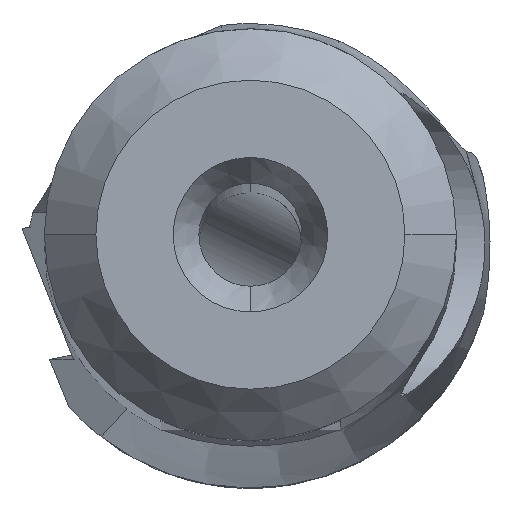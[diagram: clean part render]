
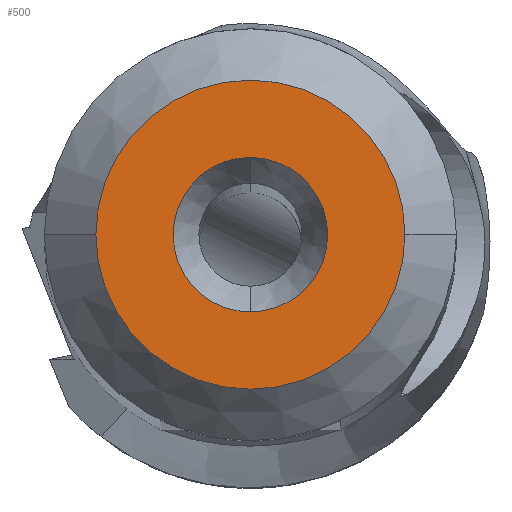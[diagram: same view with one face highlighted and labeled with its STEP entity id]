
A CAD part, top view. The second image highlights one B-rep face of the part: STEP entity #500.
In plain terms, the highlighted planar face has unit normal (0, 0, 1).
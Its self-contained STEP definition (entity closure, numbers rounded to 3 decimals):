
#500=ADVANCED_FACE('',(#627,#628),#598,.T.);
#598=PLANE('',#1877);
#627=FACE_BOUND('',#637,.T.);
#628=FACE_BOUND('',#638,.T.);
#637=EDGE_LOOP('',(#740,#741,#742));
#638=EDGE_LOOP('',(#743,#744));
#740=ORIENTED_EDGE('',*,*,#1457,.F.);
#741=ORIENTED_EDGE('',*,*,#1458,.F.);
#742=ORIENTED_EDGE('',*,*,#1459,.F.);
#743=ORIENTED_EDGE('',*,*,#1460,.F.);
#744=ORIENTED_EDGE('',*,*,#1461,.F.);
#1280=VERTEX_POINT('',#2589);
#1281=VERTEX_POINT('',#2590);
#1282=VERTEX_POINT('',#2592);
#1283=VERTEX_POINT('',#2595);
#1284=VERTEX_POINT('',#2596);
#1457=EDGE_CURVE('',#1280,#1281,#1727,.T.);
#1458=EDGE_CURVE('',#1282,#1280,#1728,.T.);
#1459=EDGE_CURVE('',#1281,#1282,#1729,.T.);
#1460=EDGE_CURVE('',#1283,#1284,#1730,.T.);
#1461=EDGE_CURVE('',#1284,#1283,#1731,.T.);
#1727=CIRCLE('',#1872,3.);
#1728=CIRCLE('',#1873,3.);
#1729=CIRCLE('',#1874,3.);
#1730=CIRCLE('',#1875,1.5);
#1731=CIRCLE('',#1876,1.5);
#1872=AXIS2_PLACEMENT_3D('',#2588,#2088,#2089);
#1873=AXIS2_PLACEMENT_3D('',#2591,#2090,#2091);
#1874=AXIS2_PLACEMENT_3D('',#2593,#2092,#2093);
#1875=AXIS2_PLACEMENT_3D('',#2594,#2094,#2095);
#1876=AXIS2_PLACEMENT_3D('',#2597,#2096,#2097);
#1877=AXIS2_PLACEMENT_3D('',#2598,#2098,#2099);
#2088=DIRECTION('',(0.,0.,-1.));
#2089=DIRECTION('',(-1.,0.,0.));
#2090=DIRECTION('',(0.,0.,-1.));
#2091=DIRECTION('',(0.,-1.,0.));
#2092=DIRECTION('',(0.,0.,-1.));
#2093=DIRECTION('',(1.,0.,0.));
#2094=DIRECTION('',(0.,0.,1.));
#2095=DIRECTION('',(0.,-1.,0.));
#2096=DIRECTION('',(0.,0.,1.));
#2097=DIRECTION('',(0.,1.,0.));
#2098=DIRECTION('',(0.,0.,1.));
#2099=DIRECTION('',(1.,0.,0.));
#2588=CARTESIAN_POINT('',(0.,0.,0.));
#2589=CARTESIAN_POINT('',(-3.,0.,0.));
#2590=CARTESIAN_POINT('',(3.,0.,0.));
#2591=CARTESIAN_POINT('',(0.,0.,0.));
#2592=CARTESIAN_POINT('',(0.,-3.,0.));
#2593=CARTESIAN_POINT('',(0.,0.,0.));
#2594=CARTESIAN_POINT('',(0.,0.,0.));
#2595=CARTESIAN_POINT('',(0.,-1.5,0.));
#2596=CARTESIAN_POINT('',(0.,1.5,0.));
#2597=CARTESIAN_POINT('',(0.,0.,0.));
#2598=CARTESIAN_POINT('',(0.,0.,0.));
